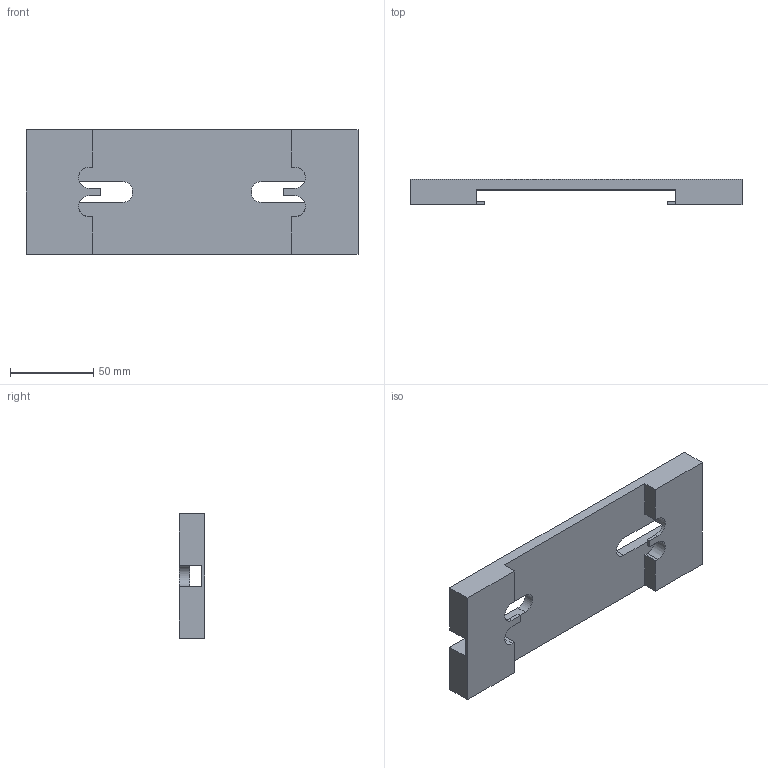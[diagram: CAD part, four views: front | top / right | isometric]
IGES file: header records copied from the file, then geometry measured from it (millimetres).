
Start section:  PTC IGES file: side_slot_router_guide_127.igs
Global section: file name: side_slot_router_guide_127.igs; native system: Pro/ENGINEER by Parametric Technology Corporation; preprocessor: 2004280; author: ericcan; organization: Unknown; date: 050721.153045; units: millimetre
Bounding box: 200 x 15.2 x 75 mm (x, y, z)
Surface area: 38659.9 mm2 (no closed solid volume)
Topology: 0 solids, 0 shells, 34 faces, 216 edges, 216 vertices
Faces by surface type: bspline 28, revolution 6
